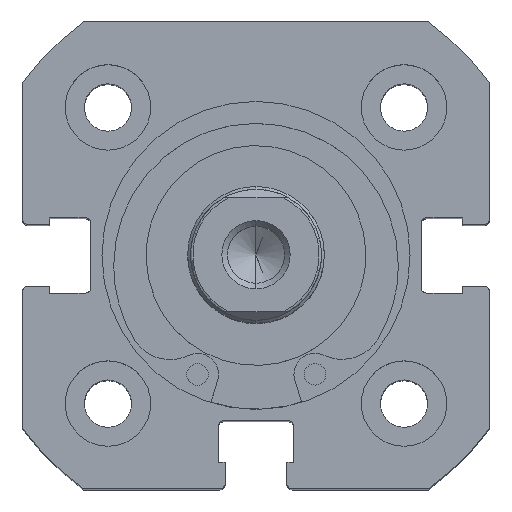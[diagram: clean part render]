
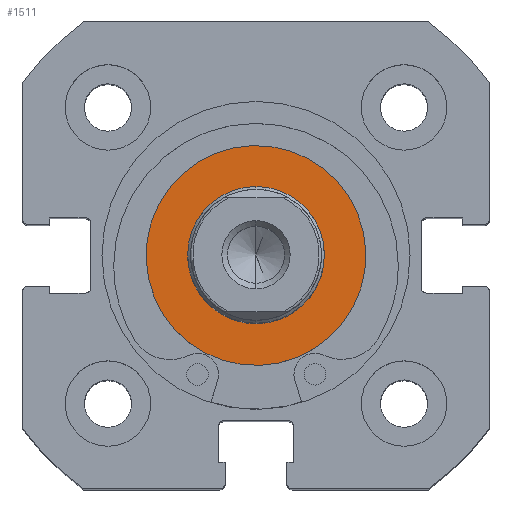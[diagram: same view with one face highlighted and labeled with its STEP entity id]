
A CAD part, top view. The second image highlights one B-rep face of the part: STEP entity #1511.
In plain terms, the highlighted face is planar.
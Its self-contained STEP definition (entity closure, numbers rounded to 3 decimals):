
#125 = VERTEX_POINT ( 'NONE', #414 ) ;
#136 = VERTEX_POINT ( 'NONE', #425 ) ;
#155 = VERTEX_POINT ( 'NONE', #444 ) ;
#188 = VERTEX_POINT ( 'NONE', #477 ) ;
#414 = CARTESIAN_POINT ( 'NONE',  ( 0., 0., 6. ) ) ;
#425 = CARTESIAN_POINT ( 'NONE',  ( 0., 0., -6. ) ) ;
#444 = CARTESIAN_POINT ( 'NONE',  ( 0., 0., 9.65 ) ) ;
#477 = CARTESIAN_POINT ( 'NONE',  ( 0., 0., -9.65 ) ) ;
#1511 = ADVANCED_FACE ( 'NONE', ( #3016, #3010 ), #3327, .F. ) ;
#1969 = AXIS2_PLACEMENT_3D ( 'NONE', #3328, #3329, #3330 ) ;
#2123 = AXIS2_PLACEMENT_3D ( 'NONE', #4281, #4282, #4283 ) ;
#2126 = AXIS2_PLACEMENT_3D ( 'NONE', #4294, #4295, #4296 ) ;
#2132 = AXIS2_PLACEMENT_3D ( 'NONE', #4306, #4314, #4315 ) ;
#2136 = AXIS2_PLACEMENT_3D ( 'NONE', #4329, #4336, #4337 ) ;
#2274 = ORIENTED_EDGE ( 'NONE', *, *, #5395, .T. ) ;
#2509 = ORIENTED_EDGE ( 'NONE', *, *, #5403, .T. ) ;
#2527 = ORIENTED_EDGE ( 'NONE', *, *, #5383, .F. ) ;
#3010 = FACE_OUTER_BOUND ( 'NONE', #4683, .T. ) ;
#3016 = FACE_BOUND ( 'NONE', #4670, .T. ) ;
#3327 = PLANE ( 'NONE',  #1969 ) ;
#3328 = CARTESIAN_POINT ( 'NONE',  ( 0., 9.65, 0. ) ) ;
#3329 = DIRECTION ( 'NONE',  ( 1., 0., 0. ) ) ;
#3330 = DIRECTION ( 'NONE',  ( 0., 0., -1. ) ) ;
#4281 = CARTESIAN_POINT ( 'NONE',  ( 0., 0., 0. ) ) ;
#4282 = DIRECTION ( 'NONE',  ( -1., 0., 0. ) ) ;
#4283 = DIRECTION ( 'NONE',  ( 0., 0., 1. ) ) ;
#4294 = CARTESIAN_POINT ( 'NONE',  ( 0., 0., 0. ) ) ;
#4295 = DIRECTION ( 'NONE',  ( -1., 0., 0. ) ) ;
#4296 = DIRECTION ( 'NONE',  ( 0., 0., 1. ) ) ;
#4306 = CARTESIAN_POINT ( 'NONE',  ( 0., 0., 0. ) ) ;
#4314 = DIRECTION ( 'NONE',  ( -1., 0., 0. ) ) ;
#4315 = DIRECTION ( 'NONE',  ( 0., 0., 1. ) ) ;
#4329 = CARTESIAN_POINT ( 'NONE',  ( 0., 0., 0. ) ) ;
#4336 = DIRECTION ( 'NONE',  ( -1., 0., 0. ) ) ;
#4337 = DIRECTION ( 'NONE',  ( 0., 0., 1. ) ) ;
#4670 = EDGE_LOOP ( 'NONE', ( #2527, #4909 ) ) ;
#4683 = EDGE_LOOP ( 'NONE', ( #2274, #2509 ) ) ;
#4909 = ORIENTED_EDGE ( 'NONE', *, *, #5388, .F. ) ;
#5383 = EDGE_CURVE ( 'NONE', #125, #136, #5703, .T. ) ;
#5388 = EDGE_CURVE ( 'NONE', #136, #125, #5710, .T. ) ;
#5395 = EDGE_CURVE ( 'NONE', #155, #188, #5720, .T. ) ;
#5403 = EDGE_CURVE ( 'NONE', #188, #155, #5728, .T. ) ;
#5703 = CIRCLE ( 'NONE', #2123, 6. ) ;
#5710 = CIRCLE ( 'NONE', #2126, 6. ) ;
#5720 = CIRCLE ( 'NONE', #2132, 9.65 ) ;
#5728 = CIRCLE ( 'NONE', #2136, 9.65 ) ;
